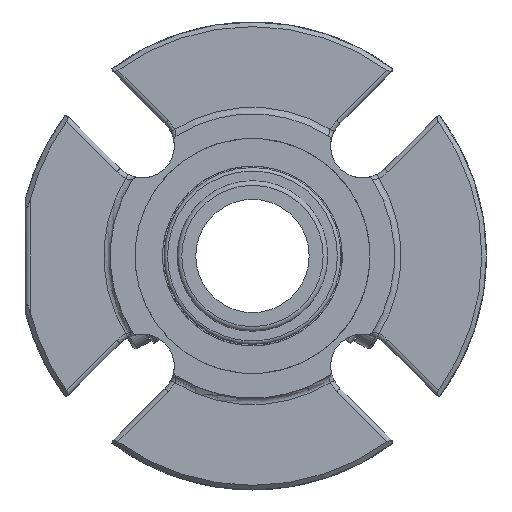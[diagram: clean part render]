
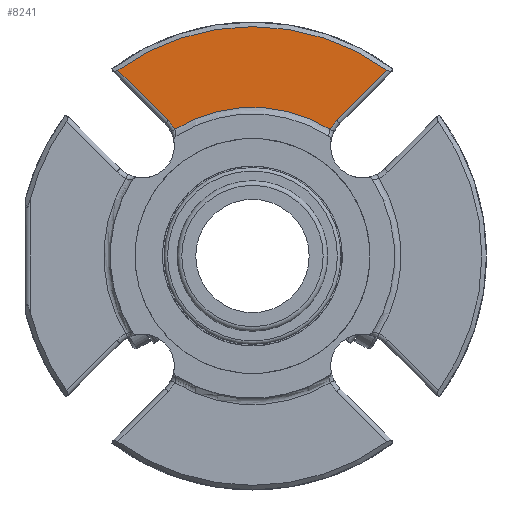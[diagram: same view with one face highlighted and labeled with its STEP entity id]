
A CAD part, left-side view. The second image highlights one B-rep face of the part: STEP entity #8241.
In plain terms, the highlighted planar face has unit normal (-1, 0, 0).
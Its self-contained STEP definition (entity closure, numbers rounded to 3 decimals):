
#394=LINE('',#14155,#860);
#396=LINE('',#14177,#862);
#860=VECTOR('',#10225,1000.);
#862=VECTOR('',#10235,1000.);
#1264=PLANE('',#9011);
#3608=ORIENTED_EDGE('',*,*,#4758,.T.);
#3609=ORIENTED_EDGE('',*,*,#4755,.F.);
#3610=ORIENTED_EDGE('',*,*,#4751,.T.);
#3611=ORIENTED_EDGE('',*,*,#5125,.T.);
#3612=ORIENTED_EDGE('',*,*,#5127,.T.);
#3613=ORIENTED_EDGE('',*,*,#5128,.T.);
#4751=EDGE_CURVE('',#5813,#5814,#394,.F.);
#4755=EDGE_CURVE('',#5813,#5816,#6346,.T.);
#4758=EDGE_CURVE('',#5817,#5816,#396,.F.);
#5125=EDGE_CURVE('',#5814,#5998,#6442,.F.);
#5127=EDGE_CURVE('',#5998,#5999,#6444,.F.);
#5128=EDGE_CURVE('',#5999,#5817,#6445,.F.);
#5813=VERTEX_POINT('',#14156);
#5814=VERTEX_POINT('',#14157);
#5816=VERTEX_POINT('',#14167);
#5817=VERTEX_POINT('',#14178);
#5998=VERTEX_POINT('',#16679);
#5999=VERTEX_POINT('',#16684);
#6346=CIRCLE('',#8772,50.546);
#6442=CIRCLE('',#9009,8.);
#6444=CIRCLE('',#9012,32.75);
#6445=CIRCLE('',#9013,8.);
#6957=EDGE_LOOP('',(#3608,#3609,#3610,#3611,#3612,#3613));
#7544=FACE_BOUND('',#6957,.T.);
#8241=ADVANCED_FACE('',(#7544),#1264,.T.);
#8772=AXIS2_PLACEMENT_3D('',#14166,#10231,#10232);
#9009=AXIS2_PLACEMENT_3D('',#16680,#10915,#10916);
#9011=AXIS2_PLACEMENT_3D('',#16682,#10919,#10920);
#9012=AXIS2_PLACEMENT_3D('',#16683,#10921,#10922);
#9013=AXIS2_PLACEMENT_3D('',#16685,#10923,#10924);
#10225=DIRECTION('',(0.,0.707,0.707));
#10231=DIRECTION('',(1.,0.,0.));
#10232=DIRECTION('',(0.,0.,-1.));
#10235=DIRECTION('',(0.,0.707,-0.707));
#10915=DIRECTION('',(-1.,0.,0.));
#10916=DIRECTION('',(0.,1.,0.));
#10919=DIRECTION('',(-1.,0.,0.));
#10920=DIRECTION('',(0.,1.,0.));
#10921=DIRECTION('',(-1.,0.,0.));
#10922=DIRECTION('',(0.,1.,0.));
#10923=DIRECTION('',(-1.,0.,0.));
#10924=DIRECTION('',(0.,1.,0.));
#14155=CARTESIAN_POINT('',(-7.589,18.562,29.875));
#14156=CARTESIAN_POINT('',(-7.589,29.634,40.948));
#14157=CARTESIAN_POINT('',(-7.589,18.562,29.875));
#14166=CARTESIAN_POINT('',(-7.589,0.,0.));
#14167=CARTESIAN_POINT('',(-7.589,-29.634,40.948));
#14177=CARTESIAN_POINT('',(-7.589,-30.778,42.092));
#14178=CARTESIAN_POINT('',(-7.589,-18.562,29.875));
#16679=CARTESIAN_POINT('',(-7.589,17.124,27.916));
#16680=CARTESIAN_POINT('',(-7.589,24.218,24.218));
#16682=CARTESIAN_POINT('',(-7.589,-52.,0.));
#16683=CARTESIAN_POINT('',(-7.589,0.,0.));
#16684=CARTESIAN_POINT('',(-7.589,-17.124,27.916));
#16685=CARTESIAN_POINT('',(-7.589,-24.218,24.218));
